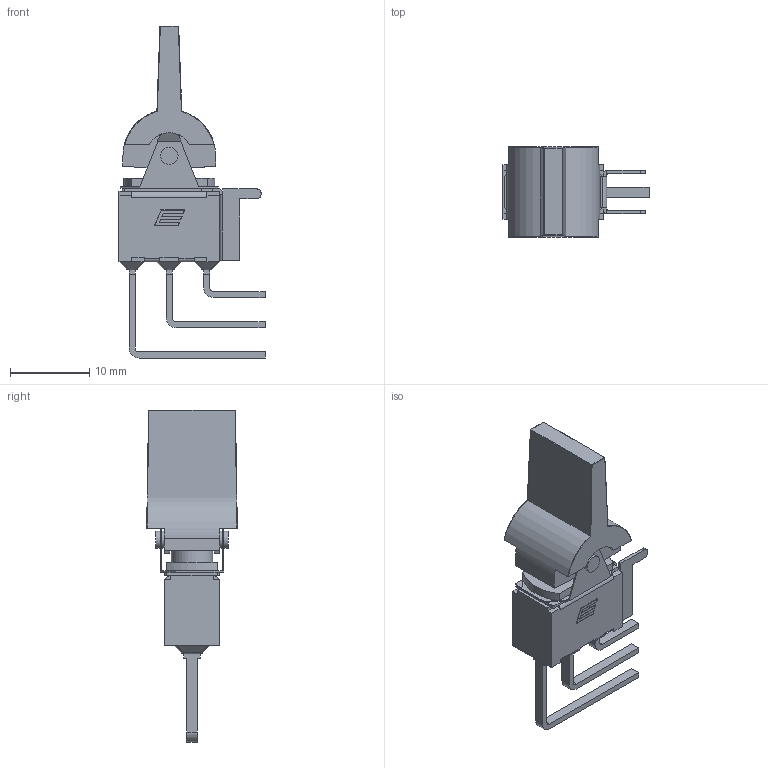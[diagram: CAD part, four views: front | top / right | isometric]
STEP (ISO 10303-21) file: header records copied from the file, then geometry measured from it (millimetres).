
FILE_DESCRIPTION((' '),'2;1');
FILE_NAME('300SPxJ6M7xE.stp','2017-07-28T14:36:49',(' '),(' '),' ','ACIS',' ');
FILE_SCHEMA(('CONFIG_CONTROL_DESIGN'));
Length unit declared in the file: inch
Products named in the file (1): 300SPxJ6M7xE.stp
Bounding box: 18.42 x 11.43 x 41.85 mm (x, y, z)
Volume: 1717.3 mm3; surface area: 2388.2 mm2
Topology: 1 solids, 5 shells, 448 faces, 1137 edges, 717 vertices
Faces by surface type: plane 297, cylinder 79, bspline 56, sphere 16
Full cylindrical faces by diameter (mm): 2.2 x4, 3.2 x1, 5.2 x1
Entity records: 13777 total; most frequent: CARTESIAN_POINT 3175, ORIENTED_EDGE 2260, DIRECTION 1978, EDGE_CURVE 1130, VECTOR 836, LINE 836, VERTEX_POINT 716, AXIS2_PLACEMENT_3D 571
